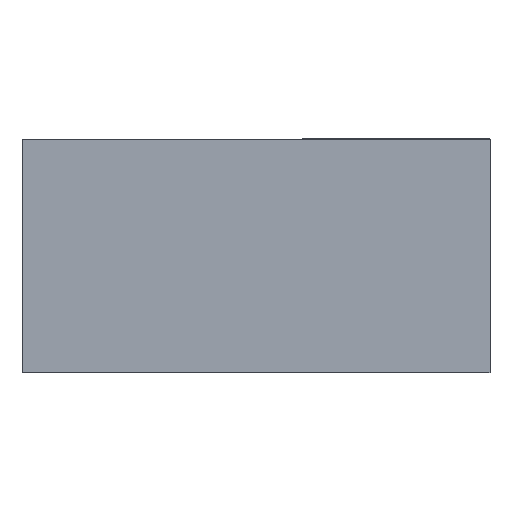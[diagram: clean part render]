
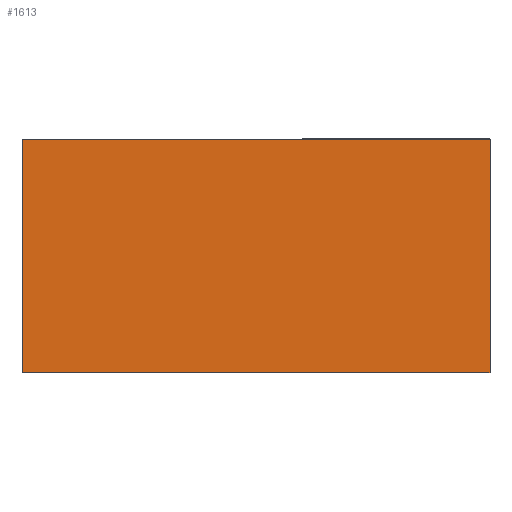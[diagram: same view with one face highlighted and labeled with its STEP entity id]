
A CAD part, front view. The second image highlights one B-rep face of the part: STEP entity #1613.
In plain terms, the highlighted planar face has unit normal (0, -1, 0).
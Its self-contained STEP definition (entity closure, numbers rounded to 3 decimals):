
#49=LINE('',#2288,#155);
#51=LINE('',#2483,#157);
#53=LINE('',#2486,#159);
#54=LINE('',#2488,#160);
#55=LINE('',#2490,#161);
#56=LINE('',#2492,#162);
#57=LINE('',#2494,#163);
#58=LINE('',#2496,#164);
#155=VECTOR('',#1830,1000.);
#157=VECTOR('',#1834,1000.);
#159=VECTOR('',#1838,1000.);
#160=VECTOR('',#1839,1000.);
#161=VECTOR('',#1840,1000.);
#162=VECTOR('',#1841,1000.);
#163=VECTOR('',#1842,1000.);
#164=VECTOR('',#1843,1000.);
#333=ORIENTED_EDGE('',*,*,#828,.F.);
#334=ORIENTED_EDGE('',*,*,#829,.T.);
#335=ORIENTED_EDGE('',*,*,#830,.F.);
#336=ORIENTED_EDGE('',*,*,#831,.F.);
#337=ORIENTED_EDGE('',*,*,#832,.T.);
#338=ORIENTED_EDGE('',*,*,#833,.T.);
#339=ORIENTED_EDGE('',*,*,#793,.T.);
#340=ORIENTED_EDGE('',*,*,#826,.F.);
#793=EDGE_CURVE('',#1039,#1041,#49,.T.);
#826=EDGE_CURVE('',#1073,#1041,#51,.T.);
#828=EDGE_CURVE('',#1075,#1073,#53,.T.);
#829=EDGE_CURVE('',#1075,#1076,#54,.T.);
#830=EDGE_CURVE('',#1077,#1076,#55,.T.);
#831=EDGE_CURVE('',#1078,#1077,#56,.T.);
#832=EDGE_CURVE('',#1078,#1079,#57,.T.);
#833=EDGE_CURVE('',#1079,#1039,#58,.T.);
#1039=VERTEX_POINT('',#2283);
#1041=VERTEX_POINT('',#2287);
#1073=VERTEX_POINT('',#2481);
#1075=VERTEX_POINT('',#2487);
#1076=VERTEX_POINT('',#2489);
#1077=VERTEX_POINT('',#2491);
#1078=VERTEX_POINT('',#2493);
#1079=VERTEX_POINT('',#2495);
#1320=EDGE_LOOP('',(#333,#334,#335,#336,#337,#338,#339,#340));
#1428=FACE_BOUND('',#1320,.T.);
#1528=PLANE('',#1737);
#1613=ADVANCED_FACE('',(#1428),#1528,.F.);
#1737=AXIS2_PLACEMENT_3D('',#2485,#1836,#1837);
#1830=DIRECTION('',(1.,0.,0.));
#1834=DIRECTION('',(0.,0.,-1.));
#1836=DIRECTION('',(0.,1.,0.));
#1837=DIRECTION('',(0.,0.,1.));
#1838=DIRECTION('',(1.,0.,0.));
#1839=DIRECTION('',(0.,0.,1.));
#1840=DIRECTION('',(1.,0.,0.));
#1841=DIRECTION('',(0.,0.,1.));
#1842=DIRECTION('',(-1.,0.,0.));
#1843=DIRECTION('',(0.,0.,-1.));
#2283=CARTESIAN_POINT('',(-1.5,-1.5,0.));
#2287=CARTESIAN_POINT('',(1.5,-1.5,0.));
#2288=CARTESIAN_POINT('',(-1.5,-1.5,0.));
#2481=CARTESIAN_POINT('',(1.5,-1.5,1.5));
#2483=CARTESIAN_POINT('',(1.5,-1.5,1.5));
#2485=CARTESIAN_POINT('',(-1.5,-1.5,1.5));
#2486=CARTESIAN_POINT('',(0.3,-1.5,1.5));
#2487=CARTESIAN_POINT('',(0.3,-1.5,1.5));
#2488=CARTESIAN_POINT('',(0.3,-1.5,1.5));
#2489=CARTESIAN_POINT('',(0.3,-1.5,1.5));
#2490=CARTESIAN_POINT('',(-1.5,-1.5,1.5));
#2491=CARTESIAN_POINT('',(-0.3,-1.5,1.5));
#2492=CARTESIAN_POINT('',(-0.3,-1.5,1.5));
#2493=CARTESIAN_POINT('',(-0.3,-1.5,1.5));
#2494=CARTESIAN_POINT('',(-0.3,-1.5,1.5));
#2495=CARTESIAN_POINT('',(-1.5,-1.5,1.5));
#2496=CARTESIAN_POINT('',(-1.5,-1.5,1.5));
